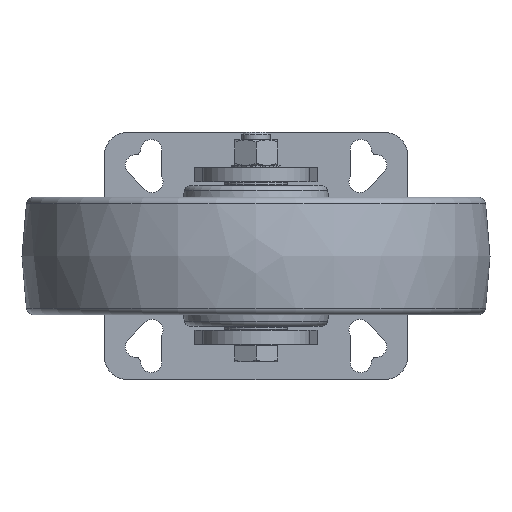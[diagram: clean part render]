
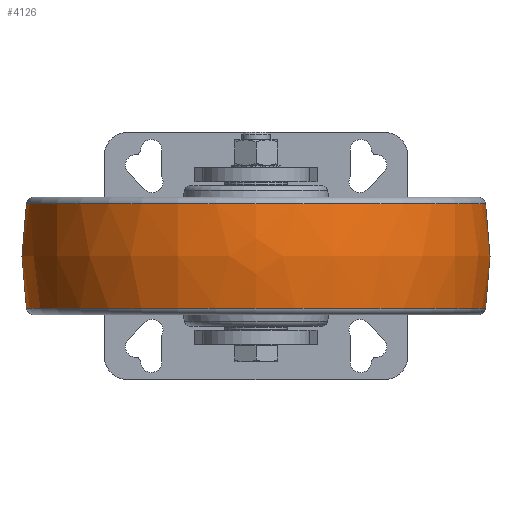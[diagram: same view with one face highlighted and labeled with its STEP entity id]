
A CAD part, front view. The second image highlights one B-rep face of the part: STEP entity #4126.
In plain terms, the highlighted spherical face has radius 100 mm.
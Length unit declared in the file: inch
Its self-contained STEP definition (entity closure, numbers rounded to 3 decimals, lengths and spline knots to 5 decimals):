
#161=SPHERICAL_SURFACE('',#4634,3.93701);
#385=FACE_OUTER_BOUND('',#659,.T.);
#659=EDGE_LOOP('',(#3043,#3044,#3045,#3046,#3047,#3048));
#944=CIRCLE('',#4631,3.83805);
#945=CIRCLE('',#4632,3.83805);
#947=CIRCLE('',#4635,3.83805);
#948=CIRCLE('',#4636,3.93701);
#949=CIRCLE('',#4637,3.83805);
#1808=VERTEX_POINT('',#6519);
#1809=VERTEX_POINT('',#6520);
#1810=VERTEX_POINT('',#6525);
#1811=VERTEX_POINT('',#6526);
#2253=EDGE_CURVE('',#1808,#1809,#944,.T.);
#2254=EDGE_CURVE('',#1809,#1808,#945,.T.);
#2256=EDGE_CURVE('',#1810,#1811,#947,.T.);
#2257=EDGE_CURVE('',#1810,#1808,#948,.T.);
#2258=EDGE_CURVE('',#1811,#1810,#949,.T.);
#3043=ORIENTED_EDGE('',*,*,#2256,.F.);
#3044=ORIENTED_EDGE('',*,*,#2257,.T.);
#3045=ORIENTED_EDGE('',*,*,#2253,.T.);
#3046=ORIENTED_EDGE('',*,*,#2254,.T.);
#3047=ORIENTED_EDGE('',*,*,#2257,.F.);
#3048=ORIENTED_EDGE('',*,*,#2258,.F.);
#4126=ADVANCED_FACE('',(#385),#161,.T.);
#4631=AXIS2_PLACEMENT_3D('',#6521,#5328,#5329);
#4632=AXIS2_PLACEMENT_3D('',#6522,#5330,#5331);
#4634=AXIS2_PLACEMENT_3D('',#6524,#5334,#5335);
#4635=AXIS2_PLACEMENT_3D('',#6527,#5336,#5337);
#4636=AXIS2_PLACEMENT_3D('',#6528,#5338,#5339);
#4637=AXIS2_PLACEMENT_3D('',#6529,#5340,#5341);
#5328=DIRECTION('center_axis',(0.,0.,-1.));
#5329=DIRECTION('ref_axis',(-1.,0.,0.));
#5330=DIRECTION('center_axis',(0.,0.,-1.));
#5331=DIRECTION('ref_axis',(-1.,0.,0.));
#5334=DIRECTION('center_axis',(0.,0.,-1.));
#5335=DIRECTION('ref_axis',(0.,1.,0.));
#5336=DIRECTION('center_axis',(0.,0.,-1.));
#5337=DIRECTION('ref_axis',(-1.,0.,0.));
#5338=DIRECTION('center_axis',(-1.,0.,0.));
#5339=DIRECTION('ref_axis',(0.,-1.,0.));
#5340=DIRECTION('center_axis',(0.,0.,-1.));
#5341=DIRECTION('ref_axis',(-1.,0.,0.));
#6519=CARTESIAN_POINT('',(0.,-3.83805,0.87716));
#6520=CARTESIAN_POINT('',(3.83805,0.,0.87716));
#6521=CARTESIAN_POINT('Origin',(0.,0.,0.87716));
#6522=CARTESIAN_POINT('Origin',(0.,0.,0.87716));
#6524=CARTESIAN_POINT('Origin',(0.,0.,0.));
#6525=CARTESIAN_POINT('',(0.,-3.83805,-0.87716));
#6526=CARTESIAN_POINT('',(3.83805,0.,-0.87716));
#6527=CARTESIAN_POINT('Origin',(0.,0.,-0.87716));
#6528=CARTESIAN_POINT('Origin',(0.,0.,0.));
#6529=CARTESIAN_POINT('Origin',(0.,0.,-0.87716));
